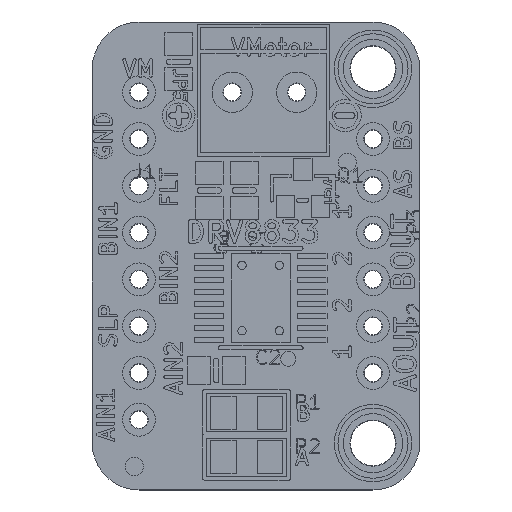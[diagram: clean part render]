
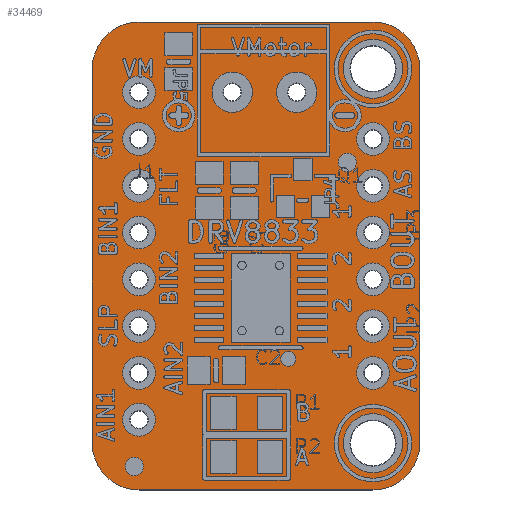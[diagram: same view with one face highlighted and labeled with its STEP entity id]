
A CAD part, top view. The second image highlights one B-rep face of the part: STEP entity #34469.
In plain terms, the highlighted planar face has unit normal (0, 0, 1).
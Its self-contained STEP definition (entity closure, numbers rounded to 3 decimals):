
#972=FACE_BOUND('',#2907,.T.);
#973=FACE_BOUND('',#2908,.T.);
#974=FACE_BOUND('',#2909,.T.);
#975=FACE_BOUND('',#2910,.T.);
#976=FACE_BOUND('',#2911,.T.);
#977=FACE_BOUND('',#2912,.T.);
#978=FACE_BOUND('',#2913,.T.);
#979=FACE_BOUND('',#2914,.T.);
#980=FACE_BOUND('',#2915,.T.);
#981=FACE_BOUND('',#2916,.T.);
#982=FACE_BOUND('',#2917,.T.);
#983=FACE_BOUND('',#2918,.T.);
#984=FACE_BOUND('',#2919,.T.);
#985=FACE_BOUND('',#2920,.T.);
#986=FACE_BOUND('',#2921,.T.);
#987=FACE_BOUND('',#2922,.T.);
#988=FACE_BOUND('',#2923,.T.);
#989=FACE_BOUND('',#2924,.T.);
#1462=PLANE('',#36198);
#2068=FACE_OUTER_BOUND('',#2906,.T.);
#2906=EDGE_LOOP('',(#33596,#33597,#33598,#33599,#33600,#33601,#33602,#33603));
#2907=EDGE_LOOP('',(#33604));
#2908=EDGE_LOOP('',(#33605));
#2909=EDGE_LOOP('',(#33606));
#2910=EDGE_LOOP('',(#33607));
#2911=EDGE_LOOP('',(#33608));
#2912=EDGE_LOOP('',(#33609));
#2913=EDGE_LOOP('',(#33610));
#2914=EDGE_LOOP('',(#33611));
#2915=EDGE_LOOP('',(#33612));
#2916=EDGE_LOOP('',(#33613));
#2917=EDGE_LOOP('',(#33614));
#2918=EDGE_LOOP('',(#33615));
#2919=EDGE_LOOP('',(#33616));
#2920=EDGE_LOOP('',(#33617));
#2921=EDGE_LOOP('',(#33618));
#2922=EDGE_LOOP('',(#33619));
#2923=EDGE_LOOP('',(#33620));
#2924=EDGE_LOOP('',(#33621));
#8157=LINE('',#57386,#13397);
#8159=LINE('',#57390,#13399);
#8164=LINE('',#57444,#13404);
#8165=LINE('',#57448,#13405);
#13397=VECTOR('',#44565,1.);
#13399=VECTOR('',#44569,1.);
#13404=VECTOR('',#44622,1.);
#13405=VECTOR('',#44625,1.);
#14376=CIRCLE('',#36172,2.54);
#14399=CIRCLE('',#36199,2.54);
#14400=CIRCLE('',#36200,2.54);
#14401=CIRCLE('',#36201,2.54);
#14402=CIRCLE('',#36202,0.5);
#14403=CIRCLE('',#36203,0.5);
#14404=CIRCLE('',#36204,0.5);
#14405=CIRCLE('',#36205,0.5);
#14406=CIRCLE('',#36206,1.25);
#14407=CIRCLE('',#36207,0.5);
#14408=CIRCLE('',#36208,0.5);
#14409=CIRCLE('',#36209,0.5);
#14410=CIRCLE('',#36210,0.5);
#14411=CIRCLE('',#36211,0.5);
#14412=CIRCLE('',#36212,0.5);
#14413=CIRCLE('',#36213,0.5);
#14414=CIRCLE('',#36214,0.5);
#14415=CIRCLE('',#36215,0.5);
#14416=CIRCLE('',#36216,0.5);
#14417=CIRCLE('',#36217,0.5);
#14418=CIRCLE('',#36218,0.5);
#14419=CIRCLE('',#36219,1.25);
#20299=VERTEX_POINT('',#57375);
#20300=VERTEX_POINT('',#57377);
#20303=VERTEX_POINT('',#57384);
#20304=VERTEX_POINT('',#57389);
#20328=VERTEX_POINT('',#57441);
#20329=VERTEX_POINT('',#57443);
#20330=VERTEX_POINT('',#57445);
#20331=VERTEX_POINT('',#57447);
#20332=VERTEX_POINT('',#57450);
#20333=VERTEX_POINT('',#57452);
#20334=VERTEX_POINT('',#57454);
#20335=VERTEX_POINT('',#57456);
#20336=VERTEX_POINT('',#57458);
#20337=VERTEX_POINT('',#57460);
#20338=VERTEX_POINT('',#57462);
#20339=VERTEX_POINT('',#57464);
#20340=VERTEX_POINT('',#57466);
#20341=VERTEX_POINT('',#57468);
#20342=VERTEX_POINT('',#57470);
#20343=VERTEX_POINT('',#57472);
#20344=VERTEX_POINT('',#57474);
#20345=VERTEX_POINT('',#57476);
#20346=VERTEX_POINT('',#57478);
#20347=VERTEX_POINT('',#57480);
#20348=VERTEX_POINT('',#57482);
#20349=VERTEX_POINT('',#57484);
#26505=EDGE_CURVE('',#20299,#20300,#14376,.T.);
#26509=EDGE_CURVE('',#20303,#20299,#8157,.T.);
#26511=EDGE_CURVE('',#20300,#20304,#8159,.T.);
#26537=EDGE_CURVE('',#20328,#20303,#14399,.T.);
#26538=EDGE_CURVE('',#20329,#20328,#8164,.T.);
#26539=EDGE_CURVE('',#20330,#20329,#14400,.T.);
#26540=EDGE_CURVE('',#20331,#20330,#8165,.T.);
#26541=EDGE_CURVE('',#20304,#20331,#14401,.T.);
#26542=EDGE_CURVE('',#20332,#20332,#14402,.T.);
#26543=EDGE_CURVE('',#20333,#20333,#14403,.T.);
#26544=EDGE_CURVE('',#20334,#20334,#14404,.T.);
#26545=EDGE_CURVE('',#20335,#20335,#14405,.T.);
#26546=EDGE_CURVE('',#20336,#20336,#14406,.T.);
#26547=EDGE_CURVE('',#20337,#20337,#14407,.T.);
#26548=EDGE_CURVE('',#20338,#20338,#14408,.T.);
#26549=EDGE_CURVE('',#20339,#20339,#14409,.T.);
#26550=EDGE_CURVE('',#20340,#20340,#14410,.T.);
#26551=EDGE_CURVE('',#20341,#20341,#14411,.T.);
#26552=EDGE_CURVE('',#20342,#20342,#14412,.T.);
#26553=EDGE_CURVE('',#20343,#20343,#14413,.T.);
#26554=EDGE_CURVE('',#20344,#20344,#14414,.T.);
#26555=EDGE_CURVE('',#20345,#20345,#14415,.T.);
#26556=EDGE_CURVE('',#20346,#20346,#14416,.T.);
#26557=EDGE_CURVE('',#20347,#20347,#14417,.T.);
#26558=EDGE_CURVE('',#20348,#20348,#14418,.T.);
#26559=EDGE_CURVE('',#20349,#20349,#14419,.T.);
#33596=ORIENTED_EDGE('',*,*,#26505,.F.);
#33597=ORIENTED_EDGE('',*,*,#26509,.F.);
#33598=ORIENTED_EDGE('',*,*,#26537,.F.);
#33599=ORIENTED_EDGE('',*,*,#26538,.F.);
#33600=ORIENTED_EDGE('',*,*,#26539,.F.);
#33601=ORIENTED_EDGE('',*,*,#26540,.F.);
#33602=ORIENTED_EDGE('',*,*,#26541,.F.);
#33603=ORIENTED_EDGE('',*,*,#26511,.F.);
#33604=ORIENTED_EDGE('',*,*,#26542,.T.);
#33605=ORIENTED_EDGE('',*,*,#26543,.T.);
#33606=ORIENTED_EDGE('',*,*,#26544,.T.);
#33607=ORIENTED_EDGE('',*,*,#26545,.T.);
#33608=ORIENTED_EDGE('',*,*,#26546,.T.);
#33609=ORIENTED_EDGE('',*,*,#26547,.T.);
#33610=ORIENTED_EDGE('',*,*,#26548,.T.);
#33611=ORIENTED_EDGE('',*,*,#26549,.T.);
#33612=ORIENTED_EDGE('',*,*,#26550,.T.);
#33613=ORIENTED_EDGE('',*,*,#26551,.T.);
#33614=ORIENTED_EDGE('',*,*,#26552,.T.);
#33615=ORIENTED_EDGE('',*,*,#26553,.T.);
#33616=ORIENTED_EDGE('',*,*,#26554,.T.);
#33617=ORIENTED_EDGE('',*,*,#26555,.T.);
#33618=ORIENTED_EDGE('',*,*,#26556,.T.);
#33619=ORIENTED_EDGE('',*,*,#26557,.T.);
#33620=ORIENTED_EDGE('',*,*,#26558,.T.);
#33621=ORIENTED_EDGE('',*,*,#26559,.T.);
#34469=ADVANCED_FACE('',(#2068,#972,#973,#974,#975,#976,#977,#978,#979,
#980,#981,#982,#983,#984,#985,#986,#987,#988,#989),#1462,.T.);
#36172=AXIS2_PLACEMENT_3D('',#57378,#44557,#44558);
#36198=AXIS2_PLACEMENT_3D('',#57440,#44618,#44619);
#36199=AXIS2_PLACEMENT_3D('',#57442,#44620,#44621);
#36200=AXIS2_PLACEMENT_3D('',#57446,#44623,#44624);
#36201=AXIS2_PLACEMENT_3D('',#57449,#44626,#44627);
#36202=AXIS2_PLACEMENT_3D('',#57451,#44628,#44629);
#36203=AXIS2_PLACEMENT_3D('',#57453,#44630,#44631);
#36204=AXIS2_PLACEMENT_3D('',#57455,#44632,#44633);
#36205=AXIS2_PLACEMENT_3D('',#57457,#44634,#44635);
#36206=AXIS2_PLACEMENT_3D('',#57459,#44636,#44637);
#36207=AXIS2_PLACEMENT_3D('',#57461,#44638,#44639);
#36208=AXIS2_PLACEMENT_3D('',#57463,#44640,#44641);
#36209=AXIS2_PLACEMENT_3D('',#57465,#44642,#44643);
#36210=AXIS2_PLACEMENT_3D('',#57467,#44644,#44645);
#36211=AXIS2_PLACEMENT_3D('',#57469,#44646,#44647);
#36212=AXIS2_PLACEMENT_3D('',#57471,#44648,#44649);
#36213=AXIS2_PLACEMENT_3D('',#57473,#44650,#44651);
#36214=AXIS2_PLACEMENT_3D('',#57475,#44652,#44653);
#36215=AXIS2_PLACEMENT_3D('',#57477,#44654,#44655);
#36216=AXIS2_PLACEMENT_3D('',#57479,#44656,#44657);
#36217=AXIS2_PLACEMENT_3D('',#57481,#44658,#44659);
#36218=AXIS2_PLACEMENT_3D('',#57483,#44660,#44661);
#36219=AXIS2_PLACEMENT_3D('',#57485,#44662,#44663);
#44557=DIRECTION('center_axis',(0.,0.,-1.));
#44558=DIRECTION('ref_axis',(0.,1.,0.));
#44565=DIRECTION('',(1.,0.,0.));
#44569=DIRECTION('',(0.,-1.,0.));
#44618=DIRECTION('center_axis',(0.,0.,1.));
#44619=DIRECTION('ref_axis',(1.,0.,0.));
#44620=DIRECTION('center_axis',(0.,0.,-1.));
#44621=DIRECTION('ref_axis',(-1.,0.,0.));
#44622=DIRECTION('',(0.,1.,0.));
#44623=DIRECTION('center_axis',(0.,0.,-1.));
#44624=DIRECTION('ref_axis',(0.,-1.,0.));
#44625=DIRECTION('',(-1.,0.,0.));
#44626=DIRECTION('center_axis',(0.,0.,-1.));
#44627=DIRECTION('ref_axis',(1.,0.,0.));
#44628=DIRECTION('center_axis',(0.,0.,-1.));
#44629=DIRECTION('ref_axis',(0.,-1.,0.));
#44630=DIRECTION('center_axis',(0.,0.,-1.));
#44631=DIRECTION('ref_axis',(0.,-1.,0.));
#44632=DIRECTION('center_axis',(0.,0.,-1.));
#44633=DIRECTION('ref_axis',(0.,-1.,0.));
#44634=DIRECTION('center_axis',(0.,0.,-1.));
#44635=DIRECTION('ref_axis',(0.,-1.,0.));
#44636=DIRECTION('center_axis',(0.,0.,-1.));
#44637=DIRECTION('ref_axis',(0.,-1.,0.));
#44638=DIRECTION('center_axis',(0.,0.,-1.));
#44639=DIRECTION('ref_axis',(0.,-1.,0.));
#44640=DIRECTION('center_axis',(0.,0.,-1.));
#44641=DIRECTION('ref_axis',(0.,-1.,0.));
#44642=DIRECTION('center_axis',(0.,0.,-1.));
#44643=DIRECTION('ref_axis',(0.,-1.,0.));
#44644=DIRECTION('center_axis',(0.,0.,-1.));
#44645=DIRECTION('ref_axis',(0.,-1.,0.));
#44646=DIRECTION('center_axis',(0.,0.,-1.));
#44647=DIRECTION('ref_axis',(0.,-1.,0.));
#44648=DIRECTION('center_axis',(0.,0.,-1.));
#44649=DIRECTION('ref_axis',(0.,-1.,0.));
#44650=DIRECTION('center_axis',(0.,0.,-1.));
#44651=DIRECTION('ref_axis',(0.,-1.,0.));
#44652=DIRECTION('center_axis',(0.,0.,-1.));
#44653=DIRECTION('ref_axis',(0.,-1.,0.));
#44654=DIRECTION('center_axis',(0.,0.,-1.));
#44655=DIRECTION('ref_axis',(0.,-1.,0.));
#44656=DIRECTION('center_axis',(0.,0.,-1.));
#44657=DIRECTION('ref_axis',(0.,-1.,0.));
#44658=DIRECTION('center_axis',(0.,0.,-1.));
#44659=DIRECTION('ref_axis',(0.,-1.,0.));
#44660=DIRECTION('center_axis',(0.,0.,-1.));
#44661=DIRECTION('ref_axis',(0.,-1.,0.));
#44662=DIRECTION('center_axis',(0.,0.,-1.));
#44663=DIRECTION('ref_axis',(0.,-1.,0.));
#57375=CARTESIAN_POINT('',(154.851,-92.304,1.51));
#57377=CARTESIAN_POINT('',(157.391,-94.844,1.51));
#57378=CARTESIAN_POINT('Origin',(154.851,-94.844,1.51));
#57384=CARTESIAN_POINT('',(142.151,-92.304,1.51));
#57386=CARTESIAN_POINT('',(142.151,-92.304,1.51));
#57389=CARTESIAN_POINT('',(157.391,-115.164,1.51));
#57390=CARTESIAN_POINT('',(157.391,-94.844,1.51));
#57440=CARTESIAN_POINT('Origin',(0.,0.,1.51));
#57441=CARTESIAN_POINT('',(139.611,-94.844,1.51));
#57442=CARTESIAN_POINT('Origin',(142.151,-94.844,1.51));
#57443=CARTESIAN_POINT('',(139.611,-115.164,1.51));
#57444=CARTESIAN_POINT('',(139.611,-115.164,1.51));
#57445=CARTESIAN_POINT('',(142.151,-117.704,1.51));
#57446=CARTESIAN_POINT('Origin',(142.151,-115.164,1.51));
#57447=CARTESIAN_POINT('',(154.851,-117.704,1.51));
#57448=CARTESIAN_POINT('',(154.851,-117.704,1.51));
#57449=CARTESIAN_POINT('Origin',(154.851,-115.164,1.51));
#57450=CARTESIAN_POINT('',(142.151,-113.394,1.51));
#57451=CARTESIAN_POINT('Origin',(142.151,-113.894,1.51));
#57452=CARTESIAN_POINT('',(142.151,-110.854,1.51));
#57453=CARTESIAN_POINT('Origin',(142.151,-111.354,1.51));
#57454=CARTESIAN_POINT('',(142.151,-108.314,1.51));
#57455=CARTESIAN_POINT('Origin',(142.151,-108.814,1.51));
#57456=CARTESIAN_POINT('',(142.151,-105.774,1.51));
#57457=CARTESIAN_POINT('Origin',(142.151,-106.274,1.51));
#57458=CARTESIAN_POINT('',(154.851,-113.914,1.51));
#57459=CARTESIAN_POINT('Origin',(154.851,-115.164,1.51));
#57460=CARTESIAN_POINT('',(154.851,-110.854,1.51));
#57461=CARTESIAN_POINT('Origin',(154.851,-111.354,1.51));
#57462=CARTESIAN_POINT('',(154.851,-108.314,1.51));
#57463=CARTESIAN_POINT('Origin',(154.851,-108.814,1.51));
#57464=CARTESIAN_POINT('',(154.851,-105.774,1.51));
#57465=CARTESIAN_POINT('Origin',(154.851,-106.274,1.51));
#57466=CARTESIAN_POINT('',(142.151,-103.234,1.51));
#57467=CARTESIAN_POINT('Origin',(142.151,-103.734,1.51));
#57468=CARTESIAN_POINT('',(142.151,-100.694,1.51));
#57469=CARTESIAN_POINT('Origin',(142.151,-101.194,1.51));
#57470=CARTESIAN_POINT('',(142.151,-98.154,1.51));
#57471=CARTESIAN_POINT('Origin',(142.151,-98.654,1.51));
#57472=CARTESIAN_POINT('',(142.151,-95.614,1.51));
#57473=CARTESIAN_POINT('Origin',(142.151,-96.114,1.51));
#57474=CARTESIAN_POINT('',(147.209,-95.614,1.51));
#57475=CARTESIAN_POINT('Origin',(147.209,-96.114,1.51));
#57476=CARTESIAN_POINT('',(154.851,-103.234,1.51));
#57477=CARTESIAN_POINT('Origin',(154.851,-103.734,1.51));
#57478=CARTESIAN_POINT('',(154.851,-100.694,1.51));
#57479=CARTESIAN_POINT('Origin',(154.851,-101.194,1.51));
#57480=CARTESIAN_POINT('',(150.709,-95.614,1.51));
#57481=CARTESIAN_POINT('Origin',(150.709,-96.114,1.51));
#57482=CARTESIAN_POINT('',(154.851,-98.154,1.51));
#57483=CARTESIAN_POINT('Origin',(154.851,-98.654,1.51));
#57484=CARTESIAN_POINT('',(154.851,-93.594,1.51));
#57485=CARTESIAN_POINT('Origin',(154.851,-94.844,1.51));
